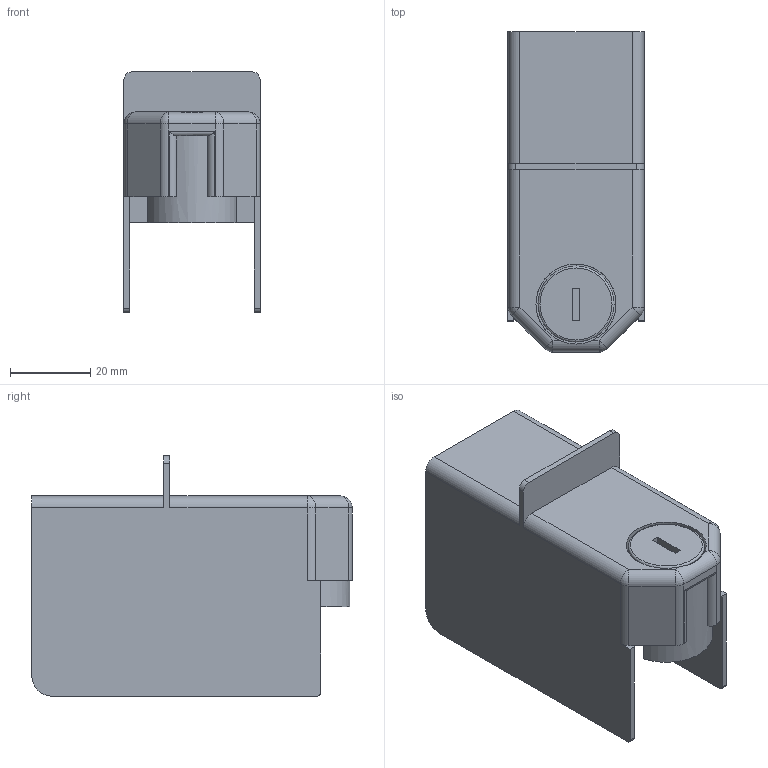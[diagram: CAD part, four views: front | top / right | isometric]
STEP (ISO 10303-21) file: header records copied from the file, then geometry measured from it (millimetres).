
FILE_DESCRIPTION(/* description */ (''),/* implementation_level */ '2;1');
FILE_NAME(/* name */ 'FILE_STP_CAD_DRAWING_3d_BFX815_prt.stp',/* time_stamp */ '2021-11-23T12:05:54+01:00',/* author */ (''),/* organization */ (''),/* preprocessor_version */ 'ST-DEVELOPER v16.7',/* originating_system */ 'SIEMENS PLM Software NX 12.0',/* authorisation */ '');
FILE_SCHEMA (('AUTOMOTIVE_DESIGN { 1 0 10303 214 3 1 1 1 }'));
Length unit declared in the file: millimetre
Products named in the file (1): 3d_BFX815
Bounding box: 34 x 80 x 60 mm (x, y, z)
Surface area: 25997.7 mm2 (no closed solid volume)
Topology: 0 solids, 3 shells, 101 faces, 316 edges, 210 vertices
Faces by surface type: plane 58, cylinder 37, sphere 4, cone 1, torus 1
Full cylindrical faces by diameter (mm): 8.376 x1, 13.5 x1, 14 x1, 19 x1, 20 x1
Entity records: 3539 total; most frequent: CARTESIAN_POINT 675, DIRECTION 608, ORIENTED_EDGE 550, EDGE_CURVE 305, VERTEX_POINT 208, AXIS2_PLACEMENT_3D 206, LINE 196, VECTOR 196
